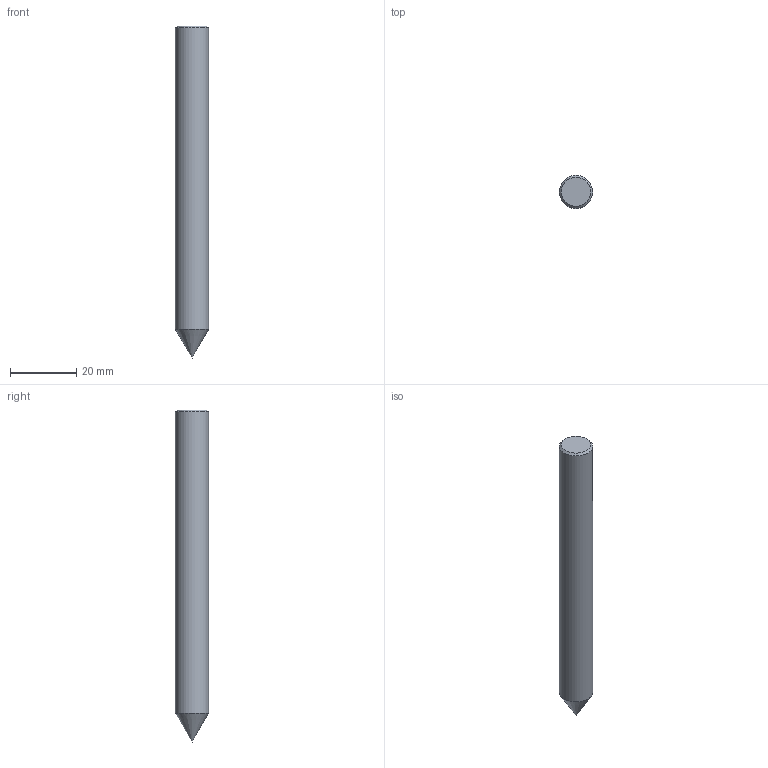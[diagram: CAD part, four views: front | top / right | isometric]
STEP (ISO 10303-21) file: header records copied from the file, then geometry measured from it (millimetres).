
FILE_DESCRIPTION(/* description */ ('3-D model version:1'),/* implementation_level */ '2;1');
FILE_NAME(/* name */ '1C050-0150-060-XA',/* time_stamp */ '2014-04-17T16:49:44+02:00',/* author */ ('InteractiveCad'),/* organization */ ('AB Sandvik Coromant'),/* preprocessor_version */ 'ST-DEVELOPER v11',/* originating_system */ 'SIEMENS UGS NX 6.0',/* authorisation */ '');
FILE_SCHEMA (('AP203_CONFIGURATION_CONTROLLED_3D_DESIGN_OF_MECHANICAL_PARTS_AND_ASSEMBLIES_MIM_LF'));
Length unit declared in the file: millimetre
Products named in the file (1): pr987B8A67jz
Bounding box: 10 x 10 x 100 mm (x, y, z)
Volume: 7395.1 mm3; surface area: 3250.7 mm2
Topology: 2 solids, 2 shells, 6 faces, 9 edges, 7 vertices
Faces by surface type: plane 3, cone 2, cylinder 1
Full cylindrical faces by diameter (mm): 10 x1
Entity records: 219 total; most frequent: DIRECTION 22, CARTESIAN_POINT 17, AXIS2_PLACEMENT_3D 11, EDGE_LOOP 8, ORIENTED_EDGE 8, PERSON_AND_ORGANIZATION 7, ORGANIZATION 7, FACE_BOUND 6
